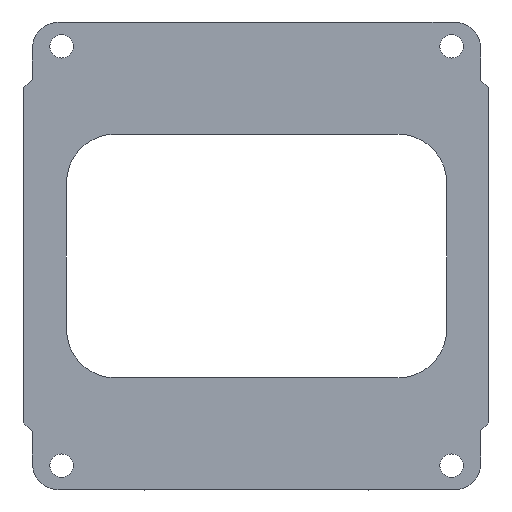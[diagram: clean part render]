
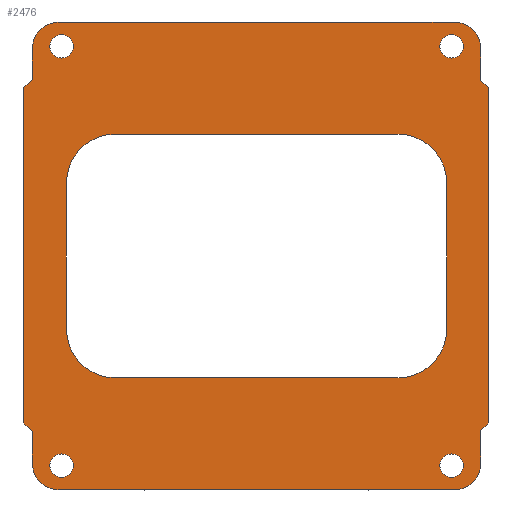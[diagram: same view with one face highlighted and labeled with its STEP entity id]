
A CAD part, front view. The second image highlights one B-rep face of the part: STEP entity #2476.
In plain terms, the highlighted planar face has unit normal (0, -1, 0).
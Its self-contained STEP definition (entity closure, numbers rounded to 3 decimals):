
#101=FACE_BOUND('',#316,.T.);
#102=FACE_BOUND('',#317,.T.);
#103=FACE_BOUND('',#318,.T.);
#104=FACE_BOUND('',#319,.T.);
#105=FACE_BOUND('',#320,.T.);
#173=FACE_OUTER_BOUND('',#315,.T.);
#315=EDGE_LOOP('',(#1914,#1915,#1916,#1917,#1918,#1919,#1920,#1921,#1922,
#1923,#1924,#1925,#1926,#1927,#1928,#1929));
#316=EDGE_LOOP('',(#1930));
#317=EDGE_LOOP('',(#1931));
#318=EDGE_LOOP('',(#1932));
#319=EDGE_LOOP('',(#1933));
#320=EDGE_LOOP('',(#1934,#1935,#1936,#1937,#1938,#1939,#1940,#1941));
#449=CIRCLE('',#2677,2.4);
#452=CIRCLE('',#2682,2.4);
#455=CIRCLE('',#2687,2.4);
#458=CIRCLE('',#2692,2.4);
#459=CIRCLE('',#2695,5.5);
#460=CIRCLE('',#2696,5.5);
#461=CIRCLE('',#2697,5.5);
#462=CIRCLE('',#2698,5.5);
#463=CIRCLE('',#2699,10.);
#464=CIRCLE('',#2700,10.);
#465=CIRCLE('',#2701,10.);
#466=CIRCLE('',#2702,10.);
#601=LINE('',#4049,#866);
#607=LINE('',#4061,#872);
#608=LINE('',#4063,#873);
#609=LINE('',#4065,#874);
#610=LINE('',#4067,#875);
#611=LINE('',#4071,#876);
#612=LINE('',#4075,#877);
#613=LINE('',#4077,#878);
#614=LINE('',#4079,#879);
#615=LINE('',#4081,#880);
#616=LINE('',#4083,#881);
#617=LINE('',#4087,#882);
#618=LINE('',#4091,#883);
#619=LINE('',#4095,#884);
#620=LINE('',#4099,#885);
#621=LINE('',#4103,#886);
#866=VECTOR('',#3170,10.);
#872=VECTOR('',#3178,10.);
#873=VECTOR('',#3179,10.);
#874=VECTOR('',#3180,10.);
#875=VECTOR('',#3181,10.);
#876=VECTOR('',#3184,10.);
#877=VECTOR('',#3187,10.);
#878=VECTOR('',#3188,10.);
#879=VECTOR('',#3189,10.);
#880=VECTOR('',#3190,10.);
#881=VECTOR('',#3191,10.);
#882=VECTOR('',#3194,10.);
#883=VECTOR('',#3197,10.);
#884=VECTOR('',#3200,10.);
#885=VECTOR('',#3203,10.);
#886=VECTOR('',#3206,10.);
#1139=VERTEX_POINT('',#4009);
#1142=VERTEX_POINT('',#4019);
#1145=VERTEX_POINT('',#4029);
#1148=VERTEX_POINT('',#4039);
#1151=VERTEX_POINT('',#4046);
#1152=VERTEX_POINT('',#4048);
#1157=VERTEX_POINT('',#4060);
#1158=VERTEX_POINT('',#4062);
#1159=VERTEX_POINT('',#4064);
#1160=VERTEX_POINT('',#4066);
#1161=VERTEX_POINT('',#4068);
#1162=VERTEX_POINT('',#4070);
#1163=VERTEX_POINT('',#4072);
#1164=VERTEX_POINT('',#4074);
#1165=VERTEX_POINT('',#4076);
#1166=VERTEX_POINT('',#4078);
#1167=VERTEX_POINT('',#4080);
#1168=VERTEX_POINT('',#4082);
#1169=VERTEX_POINT('',#4084);
#1170=VERTEX_POINT('',#4086);
#1171=VERTEX_POINT('',#4089);
#1172=VERTEX_POINT('',#4090);
#1173=VERTEX_POINT('',#4092);
#1174=VERTEX_POINT('',#4094);
#1175=VERTEX_POINT('',#4096);
#1176=VERTEX_POINT('',#4098);
#1177=VERTEX_POINT('',#4100);
#1178=VERTEX_POINT('',#4102);
#1421=EDGE_CURVE('',#1139,#1139,#449,.T.);
#1426=EDGE_CURVE('',#1142,#1142,#452,.T.);
#1431=EDGE_CURVE('',#1145,#1145,#455,.T.);
#1436=EDGE_CURVE('',#1148,#1148,#458,.T.);
#1439=EDGE_CURVE('',#1151,#1152,#601,.T.);
#1445=EDGE_CURVE('',#1152,#1157,#607,.T.);
#1446=EDGE_CURVE('',#1158,#1151,#608,.T.);
#1447=EDGE_CURVE('',#1159,#1158,#609,.T.);
#1448=EDGE_CURVE('',#1159,#1160,#610,.T.);
#1449=EDGE_CURVE('',#1161,#1160,#459,.T.);
#1450=EDGE_CURVE('',#1161,#1162,#611,.T.);
#1451=EDGE_CURVE('',#1163,#1162,#460,.T.);
#1452=EDGE_CURVE('',#1163,#1164,#612,.T.);
#1453=EDGE_CURVE('',#1165,#1164,#613,.T.);
#1454=EDGE_CURVE('',#1166,#1165,#614,.T.);
#1455=EDGE_CURVE('',#1167,#1166,#615,.T.);
#1456=EDGE_CURVE('',#1167,#1168,#616,.T.);
#1457=EDGE_CURVE('',#1169,#1168,#461,.T.);
#1458=EDGE_CURVE('',#1169,#1170,#617,.T.);
#1459=EDGE_CURVE('',#1157,#1170,#462,.T.);
#1460=EDGE_CURVE('',#1171,#1172,#618,.T.);
#1461=EDGE_CURVE('',#1173,#1172,#463,.T.);
#1462=EDGE_CURVE('',#1173,#1174,#619,.T.);
#1463=EDGE_CURVE('',#1175,#1174,#464,.T.);
#1464=EDGE_CURVE('',#1175,#1176,#620,.T.);
#1465=EDGE_CURVE('',#1177,#1176,#465,.T.);
#1466=EDGE_CURVE('',#1177,#1178,#621,.T.);
#1467=EDGE_CURVE('',#1171,#1178,#466,.T.);
#1914=ORIENTED_EDGE('',*,*,#1445,.F.);
#1915=ORIENTED_EDGE('',*,*,#1439,.F.);
#1916=ORIENTED_EDGE('',*,*,#1446,.F.);
#1917=ORIENTED_EDGE('',*,*,#1447,.F.);
#1918=ORIENTED_EDGE('',*,*,#1448,.T.);
#1919=ORIENTED_EDGE('',*,*,#1449,.F.);
#1920=ORIENTED_EDGE('',*,*,#1450,.T.);
#1921=ORIENTED_EDGE('',*,*,#1451,.F.);
#1922=ORIENTED_EDGE('',*,*,#1452,.T.);
#1923=ORIENTED_EDGE('',*,*,#1453,.F.);
#1924=ORIENTED_EDGE('',*,*,#1454,.F.);
#1925=ORIENTED_EDGE('',*,*,#1455,.F.);
#1926=ORIENTED_EDGE('',*,*,#1456,.T.);
#1927=ORIENTED_EDGE('',*,*,#1457,.F.);
#1928=ORIENTED_EDGE('',*,*,#1458,.T.);
#1929=ORIENTED_EDGE('',*,*,#1459,.F.);
#1930=ORIENTED_EDGE('',*,*,#1421,.T.);
#1931=ORIENTED_EDGE('',*,*,#1426,.T.);
#1932=ORIENTED_EDGE('',*,*,#1431,.T.);
#1933=ORIENTED_EDGE('',*,*,#1436,.T.);
#1934=ORIENTED_EDGE('',*,*,#1460,.T.);
#1935=ORIENTED_EDGE('',*,*,#1461,.F.);
#1936=ORIENTED_EDGE('',*,*,#1462,.T.);
#1937=ORIENTED_EDGE('',*,*,#1463,.F.);
#1938=ORIENTED_EDGE('',*,*,#1464,.T.);
#1939=ORIENTED_EDGE('',*,*,#1465,.F.);
#1940=ORIENTED_EDGE('',*,*,#1466,.T.);
#1941=ORIENTED_EDGE('',*,*,#1467,.F.);
#2359=PLANE('',#2694);
#2476=ADVANCED_FACE('',(#173,#101,#102,#103,#104,#105),#2359,.T.);
#2677=AXIS2_PLACEMENT_3D('',#4011,#3128,#3129);
#2682=AXIS2_PLACEMENT_3D('',#4021,#3140,#3141);
#2687=AXIS2_PLACEMENT_3D('',#4031,#3152,#3153);
#2692=AXIS2_PLACEMENT_3D('',#4041,#3164,#3165);
#2694=AXIS2_PLACEMENT_3D('',#4059,#3176,#3177);
#2695=AXIS2_PLACEMENT_3D('',#4069,#3182,#3183);
#2696=AXIS2_PLACEMENT_3D('',#4073,#3185,#3186);
#2697=AXIS2_PLACEMENT_3D('',#4085,#3192,#3193);
#2698=AXIS2_PLACEMENT_3D('',#4088,#3195,#3196);
#2699=AXIS2_PLACEMENT_3D('',#4093,#3198,#3199);
#2700=AXIS2_PLACEMENT_3D('',#4097,#3201,#3202);
#2701=AXIS2_PLACEMENT_3D('',#4101,#3204,#3205);
#2702=AXIS2_PLACEMENT_3D('',#4104,#3207,#3208);
#3128=DIRECTION('center_axis',(0.,1.,0.));
#3129=DIRECTION('ref_axis',(0.,0.,1.));
#3140=DIRECTION('center_axis',(0.,1.,0.));
#3141=DIRECTION('ref_axis',(0.,0.,1.));
#3152=DIRECTION('center_axis',(0.,1.,0.));
#3153=DIRECTION('ref_axis',(0.,0.,1.));
#3164=DIRECTION('center_axis',(0.,1.,0.));
#3165=DIRECTION('ref_axis',(0.,0.,1.));
#3170=DIRECTION('',(-0.707,0.,-0.707));
#3176=DIRECTION('center_axis',(0.,-1.,0.));
#3177=DIRECTION('ref_axis',(0.,0.,-1.));
#3178=DIRECTION('',(0.,0.,-1.));
#3179=DIRECTION('',(0.,0.,-1.));
#3180=DIRECTION('',(0.707,0.,-0.707));
#3181=DIRECTION('',(0.,0.,1.));
#3182=DIRECTION('center_axis',(0.,1.,0.));
#3183=DIRECTION('ref_axis',(0.707,0.,0.707));
#3184=DIRECTION('',(-1.,0.,0.));
#3185=DIRECTION('center_axis',(0.,1.,0.));
#3186=DIRECTION('ref_axis',(-0.707,0.,0.707));
#3187=DIRECTION('',(0.,0.,-1.));
#3188=DIRECTION('',(0.707,0.,0.707));
#3189=DIRECTION('',(0.,0.,1.));
#3190=DIRECTION('',(-0.707,0.,0.707));
#3191=DIRECTION('',(0.,0.,-1.));
#3192=DIRECTION('center_axis',(0.,1.,0.));
#3193=DIRECTION('ref_axis',(-0.707,0.,-0.707));
#3194=DIRECTION('',(1.,0.,0.));
#3195=DIRECTION('center_axis',(0.,1.,0.));
#3196=DIRECTION('ref_axis',(0.707,0.,-0.707));
#3197=DIRECTION('',(-1.,0.,0.));
#3198=DIRECTION('center_axis',(0.,-1.,0.));
#3199=DIRECTION('ref_axis',(-0.707,0.,-0.707));
#3200=DIRECTION('',(0.,0.,1.));
#3201=DIRECTION('center_axis',(0.,-1.,0.));
#3202=DIRECTION('ref_axis',(-0.707,0.,0.707));
#3203=DIRECTION('',(1.,0.,0.));
#3204=DIRECTION('center_axis',(0.,-1.,0.));
#3205=DIRECTION('ref_axis',(0.707,0.,0.707));
#3206=DIRECTION('',(0.,0.,-1.));
#3207=DIRECTION('center_axis',(0.,-1.,0.));
#3208=DIRECTION('ref_axis',(0.707,0.,-0.707));
#4009=CARTESIAN_POINT('',(86.,-1.6,-11.4));
#4011=CARTESIAN_POINT('Origin',(86.,-1.6,-9.));
#4019=CARTESIAN_POINT('',(6.,-1.6,74.6));
#4021=CARTESIAN_POINT('Origin',(6.,-1.6,77.));
#4029=CARTESIAN_POINT('',(86.,-1.6,74.6));
#4031=CARTESIAN_POINT('Origin',(86.,-1.6,77.));
#4039=CARTESIAN_POINT('',(6.,-1.6,-11.4));
#4041=CARTESIAN_POINT('Origin',(6.,-1.6,-9.));
#4046=CARTESIAN_POINT('',(93.5,-1.6,-0.25));
#4048=CARTESIAN_POINT('',(92.,-1.6,-1.75));
#4049=CARTESIAN_POINT('',(89.75,-1.6,-4.));
#4059=CARTESIAN_POINT('Origin',(46.,-1.6,34.));
#4060=CARTESIAN_POINT('',(92.,-1.6,-8.5));
#4061=CARTESIAN_POINT('',(92.,-1.6,10.));
#4062=CARTESIAN_POINT('',(93.5,-1.6,68.5));
#4063=CARTESIAN_POINT('',(93.5,-1.6,-2.));
#4064=CARTESIAN_POINT('',(92.,-1.6,70.));
#4065=CARTESIAN_POINT('',(89.812,-1.6,72.188));
#4066=CARTESIAN_POINT('',(92.,-1.6,76.5));
#4067=CARTESIAN_POINT('',(92.,-1.6,-14.));
#4068=CARTESIAN_POINT('',(86.5,-1.6,82.));
#4069=CARTESIAN_POINT('Origin',(86.5,-1.6,76.5));
#4070=CARTESIAN_POINT('',(5.5,-1.6,82.));
#4071=CARTESIAN_POINT('',(92.,-1.6,82.));
#4072=CARTESIAN_POINT('',(0.,-1.6,76.5));
#4073=CARTESIAN_POINT('Origin',(5.5,-1.6,76.5));
#4074=CARTESIAN_POINT('',(0.,-1.6,70.25));
#4075=CARTESIAN_POINT('',(0.,-1.6,82.));
#4076=CARTESIAN_POINT('',(-1.75,-1.6,68.5));
#4077=CARTESIAN_POINT('',(2.,-1.6,72.25));
#4078=CARTESIAN_POINT('',(-1.75,-1.6,-0.25));
#4079=CARTESIAN_POINT('',(-1.75,-1.6,-2.));
#4080=CARTESIAN_POINT('',(0.,-1.6,-2.));
#4081=CARTESIAN_POINT('',(2.062,-1.6,-4.062));
#4082=CARTESIAN_POINT('',(0.,-1.6,-8.5));
#4083=CARTESIAN_POINT('',(0.,-1.6,82.));
#4084=CARTESIAN_POINT('',(5.5,-1.6,-14.));
#4085=CARTESIAN_POINT('Origin',(5.5,-1.6,-8.5));
#4086=CARTESIAN_POINT('',(86.5,-1.6,-14.));
#4087=CARTESIAN_POINT('',(0.,-1.6,-14.));
#4088=CARTESIAN_POINT('Origin',(86.5,-1.6,-8.5));
#4089=CARTESIAN_POINT('',(75.,-1.6,9.));
#4090=CARTESIAN_POINT('',(17.,-1.6,9.));
#4091=CARTESIAN_POINT('',(26.5,-1.6,9.));
#4092=CARTESIAN_POINT('',(7.,-1.6,19.));
#4093=CARTESIAN_POINT('Origin',(17.,-1.6,19.));
#4094=CARTESIAN_POINT('',(7.,-1.6,49.));
#4095=CARTESIAN_POINT('',(7.,-1.6,46.5));
#4096=CARTESIAN_POINT('',(17.,-1.6,59.));
#4097=CARTESIAN_POINT('Origin',(17.,-1.6,49.));
#4098=CARTESIAN_POINT('',(75.,-1.6,59.));
#4099=CARTESIAN_POINT('',(65.5,-1.6,59.));
#4100=CARTESIAN_POINT('',(85.,-1.6,49.));
#4101=CARTESIAN_POINT('Origin',(75.,-1.6,49.));
#4102=CARTESIAN_POINT('',(85.,-1.6,19.));
#4103=CARTESIAN_POINT('',(85.,-1.6,21.5));
#4104=CARTESIAN_POINT('Origin',(75.,-1.6,19.));
